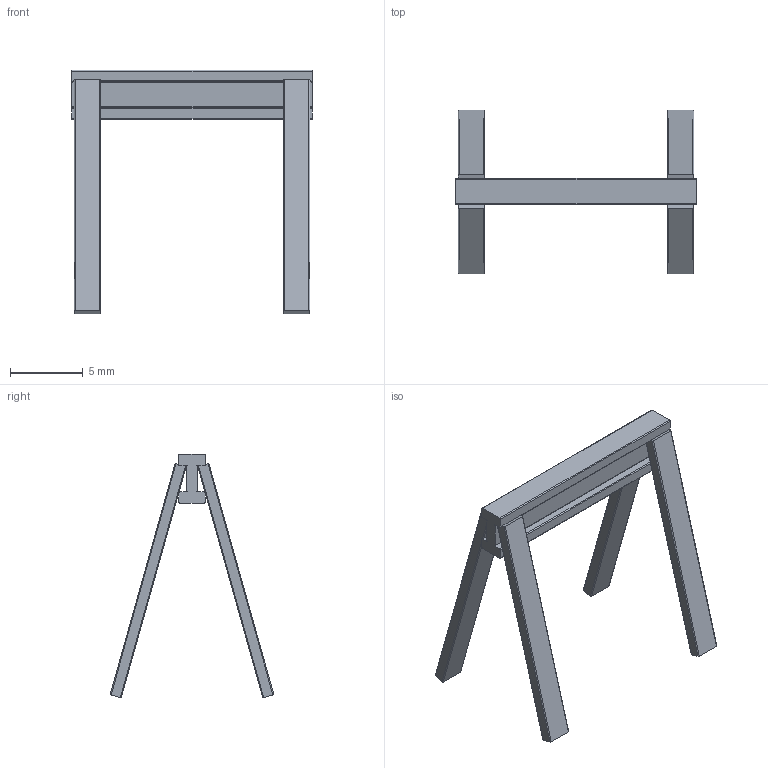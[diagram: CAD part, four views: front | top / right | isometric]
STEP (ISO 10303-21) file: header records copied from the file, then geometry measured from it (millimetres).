
FILE_DESCRIPTION(/* description */ (''),/* implementation_level */ '2;1');
FILE_NAME(/* name */ 'scale saw horse',/* time_stamp */ '2025-06-27T23:17:33-04:00',/* author */ (''),/* organization */ (''),/* preprocessor_version */ 'ST-DEVELOPER v19.2',/* originating_system */ 'Rhino 8.20',/* authorisation */ '');
FILE_SCHEMA (('CONFIG_CONTROL_DESIGN'));
Length unit declared in the file: inch
Products named in the file (1): Document
Bounding box: 16.51 x 11.25 x 16.75 mm (x, y, z)
Surface area: 558.1 mm2 (no closed solid volume)
Topology: 0 solids, 0 shells, 74 faces, 448 edges, 448 vertices
Faces by surface type: plane 42, cylinder 32
Entity records: 2901 total; most frequent: CARTESIAN_POINT 1100, COMPOSITE_CURVE_SEGMENT 448, DIRECTION 334, B_SPLINE_CURVE_WITH_KNOTS 250, AXIS2_PLACEMENT_3D 204, TRIMMED_CURVE 128, CIRCLE 128, CURVE_BOUNDED_SURFACE 74
